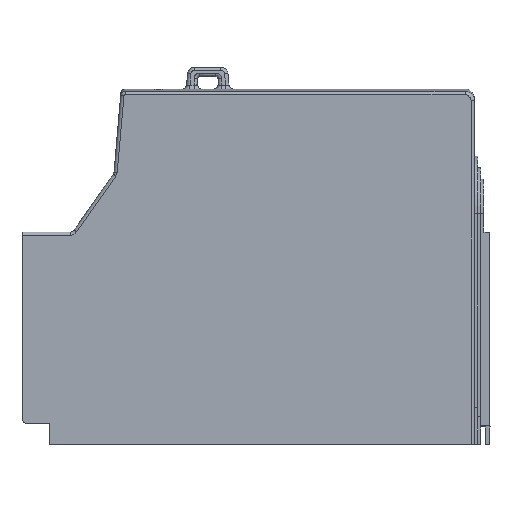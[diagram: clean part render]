
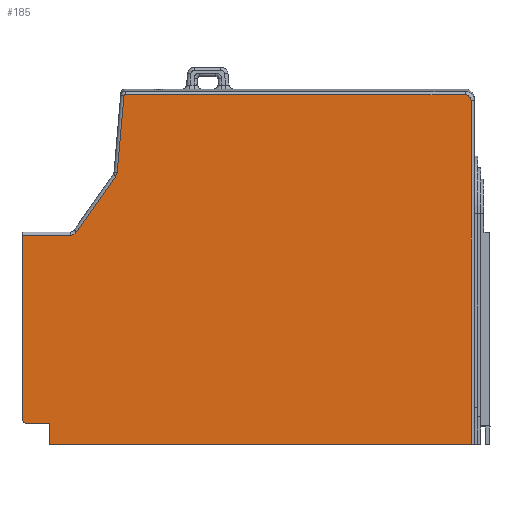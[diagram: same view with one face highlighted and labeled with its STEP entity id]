
A CAD part, top view. The second image highlights one B-rep face of the part: STEP entity #185.
In plain terms, the highlighted planar face has unit normal (0, 0, 1).
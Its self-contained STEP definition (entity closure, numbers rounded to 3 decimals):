
#185=ADVANCED_FACE('',(#650),#473,.T.);
#473=PLANE('',#5326);
#650=FACE_OUTER_BOUND('',#937,.T.);
#937=EDGE_LOOP('',(#1407,#1408,#1409,#1410,#1411,#1412,#1413,#1414,#1415,
#1416,#1417,#1418,#1419,#1420));
#1226=B_SPLINE_CURVE_WITH_KNOTS('',3,(#6846,#6847,#6848,#6849),
 .UNSPECIFIED.,.F.,.F.,(4,4),(0.,1.),.UNSPECIFIED.);
#1227=B_SPLINE_CURVE_WITH_KNOTS('',3,(#6851,#6852,#6853,#6854),
 .UNSPECIFIED.,.F.,.F.,(4,4),(0.,1.),.UNSPECIFIED.);
#1228=B_SPLINE_CURVE_WITH_KNOTS('',3,(#6856,#6857,#6858,#6859),
 .UNSPECIFIED.,.F.,.F.,(4,4),(0.,1.),.UNSPECIFIED.);
#1229=B_SPLINE_CURVE_WITH_KNOTS('',3,(#6863,#6864,#6865,#6866),
 .UNSPECIFIED.,.F.,.F.,(4,4),(0.,1.),.UNSPECIFIED.);
#1230=B_SPLINE_CURVE_WITH_KNOTS('',3,(#6870,#6871,#6872,#6873),
 .UNSPECIFIED.,.F.,.F.,(4,4),(0.,1.),.UNSPECIFIED.);
#1407=ORIENTED_EDGE('',*,*,#3428,.T.);
#1408=ORIENTED_EDGE('',*,*,#3429,.T.);
#1409=ORIENTED_EDGE('',*,*,#3430,.T.);
#1410=ORIENTED_EDGE('',*,*,#3431,.T.);
#1411=ORIENTED_EDGE('',*,*,#3432,.T.);
#1412=ORIENTED_EDGE('',*,*,#3433,.T.);
#1413=ORIENTED_EDGE('',*,*,#3434,.T.);
#1414=ORIENTED_EDGE('',*,*,#3435,.T.);
#1415=ORIENTED_EDGE('',*,*,#3436,.T.);
#1416=ORIENTED_EDGE('',*,*,#3437,.T.);
#1417=ORIENTED_EDGE('',*,*,#3438,.T.);
#1418=ORIENTED_EDGE('',*,*,#3439,.T.);
#1419=ORIENTED_EDGE('',*,*,#3440,.T.);
#1420=ORIENTED_EDGE('',*,*,#3441,.T.);
#2946=VERTEX_POINT('',#6834);
#2947=VERTEX_POINT('',#6835);
#2948=VERTEX_POINT('',#6837);
#2949=VERTEX_POINT('',#6839);
#2950=VERTEX_POINT('',#6841);
#2951=VERTEX_POINT('',#6843);
#2952=VERTEX_POINT('',#6845);
#2953=VERTEX_POINT('',#6850);
#2954=VERTEX_POINT('',#6855);
#2955=VERTEX_POINT('',#6860);
#2956=VERTEX_POINT('',#6862);
#2957=VERTEX_POINT('',#6867);
#2958=VERTEX_POINT('',#6869);
#2959=VERTEX_POINT('',#6874);
#3428=EDGE_CURVE('',#2946,#2947,#4201,.T.);
#3429=EDGE_CURVE('',#2947,#2948,#4202,.T.);
#3430=EDGE_CURVE('',#2948,#2949,#4203,.T.);
#3431=EDGE_CURVE('',#2949,#2950,#4204,.T.);
#3432=EDGE_CURVE('',#2950,#2951,#4205,.T.);
#3433=EDGE_CURVE('',#2951,#2952,#4206,.T.);
#3434=EDGE_CURVE('',#2952,#2953,#1226,.T.);
#3435=EDGE_CURVE('',#2953,#2954,#1227,.T.);
#3436=EDGE_CURVE('',#2954,#2955,#1228,.T.);
#3437=EDGE_CURVE('',#2955,#2956,#4207,.T.);
#3438=EDGE_CURVE('',#2956,#2957,#1229,.T.);
#3439=EDGE_CURVE('',#2957,#2958,#4208,.T.);
#3440=EDGE_CURVE('',#2958,#2959,#1230,.T.);
#3441=EDGE_CURVE('',#2959,#2946,#4209,.T.);
#4201=LINE('',#6833,#4763);
#4202=LINE('',#6836,#4764);
#4203=LINE('',#6838,#4765);
#4204=LINE('',#6840,#4766);
#4205=LINE('',#6842,#4767);
#4206=LINE('',#6844,#4768);
#4207=LINE('',#6861,#4769);
#4208=LINE('',#6868,#4770);
#4209=LINE('',#6875,#4771);
#4763=VECTOR('',#5642,1.);
#4764=VECTOR('',#5643,1.);
#4765=VECTOR('',#5644,1.);
#4766=VECTOR('',#5645,1.);
#4767=VECTOR('',#5646,1.);
#4768=VECTOR('',#5647,1.);
#4769=VECTOR('',#5648,1.);
#4770=VECTOR('',#5649,1.);
#4771=VECTOR('',#5650,1.);
#5326=AXIS2_PLACEMENT_3D('',#6876,#5651,#5652);
#5642=DIRECTION('',(0.,-1.,0.));
#5643=DIRECTION('',(0.707,-0.707,0.));
#5644=DIRECTION('',(1.,0.,0.));
#5645=DIRECTION('',(0.,-1.,0.));
#5646=DIRECTION('',(1.,0.,0.));
#5647=DIRECTION('',(0.,1.,0.));
#5648=DIRECTION('',(-0.087,-0.996,0.));
#5649=DIRECTION('',(-0.574,-0.819,0.));
#5650=DIRECTION('',(-1.,0.,0.));
#5651=DIRECTION('',(0.,0.,1.));
#5652=DIRECTION('',(-1.,0.,0.));
#6833=CARTESIAN_POINT('',(44.2,6.57,16.7));
#6834=CARTESIAN_POINT('',(44.2,14.,16.7));
#6835=CARTESIAN_POINT('',(44.2,-26.1,16.7));
#6836=CARTESIAN_POINT('',(44.2,-26.1,16.7));
#6837=CARTESIAN_POINT('',(44.9,-26.8,16.7));
#6838=CARTESIAN_POINT('',(92.85,-26.8,16.7));
#6839=CARTESIAN_POINT('',(50.2,-26.8,16.7));
#6840=CARTESIAN_POINT('',(50.2,6.57,16.7));
#6841=CARTESIAN_POINT('',(50.2,-31.3,16.7));
#6842=CARTESIAN_POINT('',(92.85,-31.3,16.7));
#6843=CARTESIAN_POINT('',(141.5,-31.3,16.7));
#6844=CARTESIAN_POINT('',(141.5,6.57,16.7));
#6845=CARTESIAN_POINT('',(141.502,43.139,16.7));
#6846=CARTESIAN_POINT('',(141.506,43.141,16.7));
#6847=CARTESIAN_POINT('',(141.455,43.839,16.7));
#6848=CARTESIAN_POINT('',(140.9,44.396,16.7));
#6849=CARTESIAN_POINT('',(140.201,44.447,16.7));
#6850=CARTESIAN_POINT('',(140.201,44.443,16.7));
#6851=CARTESIAN_POINT('',(140.201,44.441,16.7));
#6852=CARTESIAN_POINT('',(115.658,44.441,16.7));
#6853=CARTESIAN_POINT('',(91.116,44.441,16.7));
#6854=CARTESIAN_POINT('',(66.574,44.441,16.7));
#6855=CARTESIAN_POINT('',(66.573,44.439,16.7));
#6856=CARTESIAN_POINT('',(66.574,44.442,16.7));
#6857=CARTESIAN_POINT('',(66.423,44.429,16.7));
#6858=CARTESIAN_POINT('',(66.3,44.317,16.7));
#6859=CARTESIAN_POINT('',(66.274,44.167,16.7));
#6860=CARTESIAN_POINT('',(66.276,44.164,16.7));
#6861=CARTESIAN_POINT('',(66.275,44.167,16.7));
#6862=CARTESIAN_POINT('',(64.828,27.627,16.7));
#6863=CARTESIAN_POINT('',(64.828,27.627,16.7));
#6864=CARTESIAN_POINT('',(64.802,27.33,16.7));
#6865=CARTESIAN_POINT('',(64.698,27.045,16.7));
#6866=CARTESIAN_POINT('',(64.527,26.8,16.7));
#6867=CARTESIAN_POINT('',(64.527,26.8,16.7));
#6868=CARTESIAN_POINT('',(64.527,26.8,16.7));
#6869=CARTESIAN_POINT('',(56.072,14.725,16.7));
#6870=CARTESIAN_POINT('',(56.072,14.725,16.7));
#6871=CARTESIAN_POINT('',(55.759,14.278,16.7));
#6872=CARTESIAN_POINT('',(55.227,14.,16.7));
#6873=CARTESIAN_POINT('',(54.679,14.,16.7));
#6874=CARTESIAN_POINT('',(54.679,14.,16.7));
#6875=CARTESIAN_POINT('',(92.85,14.,16.7));
#6876=CARTESIAN_POINT('',(143.446,45.956,16.7));
